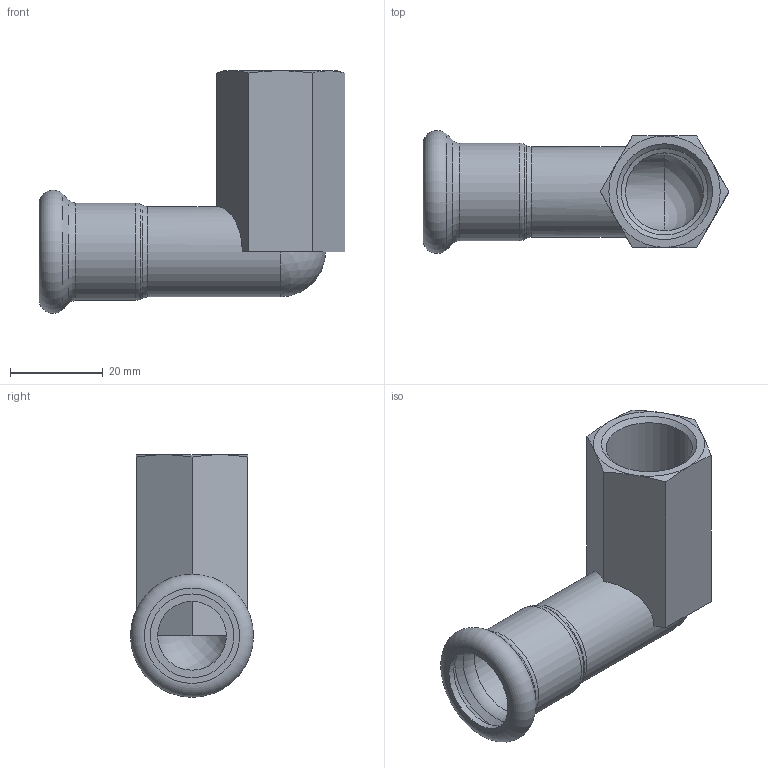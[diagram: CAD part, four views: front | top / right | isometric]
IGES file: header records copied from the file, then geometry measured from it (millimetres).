
Global section: file name: No Iges File Name specified; native system: Autodesk Inventor 2012; preprocessor: AutoDesk Inventor Iges Exporter R2012; author: aporro; date: 20130604.092656; units: millimetre
Bounding box: 65.86 x 26.5 x 52.25 mm (x, y, z)
Volume: 14499.3 mm3; surface area: 12554 mm2
Topology: 1 solids, 1 shells, 42 faces, 89 edges, 52 vertices
Faces by surface type: plane 15, revolution 13, cone 8, torus 3, cylinder 2, sphere 1
Full cylindrical faces by diameter (mm): 19.398 x1, 21 x1
